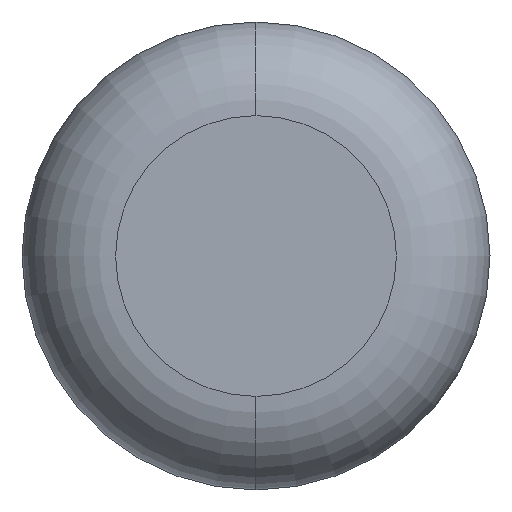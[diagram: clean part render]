
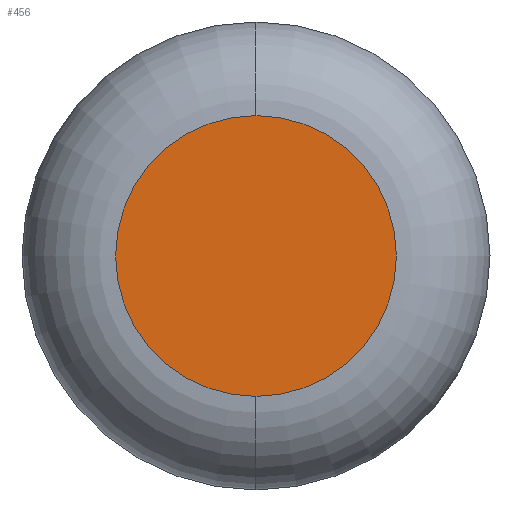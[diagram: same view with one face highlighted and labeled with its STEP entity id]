
A CAD part, front view. The second image highlights one B-rep face of the part: STEP entity #456.
In plain terms, the highlighted planar face has unit normal (0, -1, 0).
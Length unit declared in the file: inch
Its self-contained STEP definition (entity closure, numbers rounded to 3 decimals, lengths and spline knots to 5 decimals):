
#5 = FACE_OUTER_BOUND ( 'NONE', #36, .T. ) ;
#17 = CARTESIAN_POINT ( 'NONE',  ( 0., 0., 0. ) ) ;
#34 = CIRCLE ( 'NONE', #353, 0.1875 ) ;
#36 = EDGE_LOOP ( 'NONE', ( #389, #80 ) ) ;
#39 = VERTEX_POINT ( 'NONE', #453 ) ;
#80 = ORIENTED_EDGE ( 'NONE', *, *, #311, .T. ) ;
#95 = CARTESIAN_POINT ( 'NONE',  ( 0., 0., 0. ) ) ;
#125 = EDGE_CURVE ( 'NONE', #39, #188, #34, .T. ) ;
#185 = DIRECTION ( 'NONE',  ( 0., 0., -1. ) ) ;
#188 = VERTEX_POINT ( 'NONE', #337 ) ;
#189 = DIRECTION ( 'NONE',  ( 0., -1., 0. ) ) ;
#205 = AXIS2_PLACEMENT_3D ( 'NONE', #527, #401, #185 ) ;
#267 = DIRECTION ( 'NONE',  ( 0., -1., 0. ) ) ;
#300 = DIRECTION ( 'NONE',  ( 0., 0., -1. ) ) ;
#308 = CIRCLE ( 'NONE', #374, 0.1875 ) ;
#311 = EDGE_CURVE ( 'NONE', #188, #39, #308, .T. ) ;
#337 = CARTESIAN_POINT ( 'NONE',  ( 0., 0., 0.1875 ) ) ;
#353 = AXIS2_PLACEMENT_3D ( 'NONE', #95, #267, #300 ) ;
#374 = AXIS2_PLACEMENT_3D ( 'NONE', #17, #189, #443 ) ;
#389 = ORIENTED_EDGE ( 'NONE', *, *, #125, .T. ) ;
#401 = DIRECTION ( 'NONE',  ( 0., -1., 0. ) ) ;
#443 = DIRECTION ( 'NONE',  ( 0., 0., -1. ) ) ;
#453 = CARTESIAN_POINT ( 'NONE',  ( 0., 0., -0.1875 ) ) ;
#456 = ADVANCED_FACE ( 'NONE', ( #5 ), #514, .T. ) ;
#514 = PLANE ( 'NONE',  #205 ) ;
#527 = CARTESIAN_POINT ( 'NONE',  ( 0., 0., 0. ) ) ;
